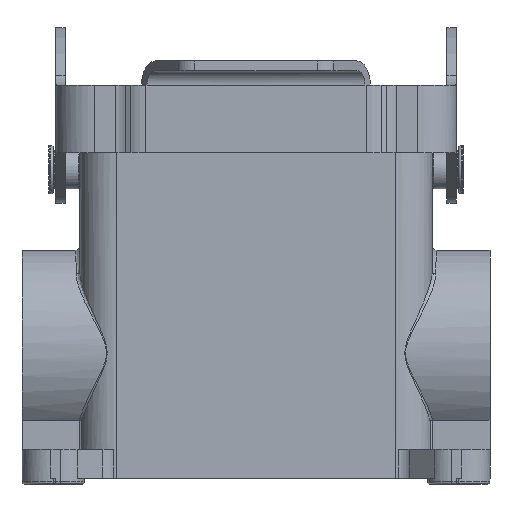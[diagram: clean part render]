
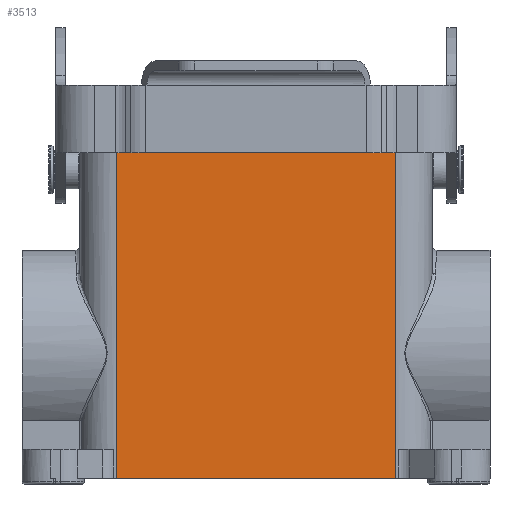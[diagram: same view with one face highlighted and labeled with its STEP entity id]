
A CAD part, front view. The second image highlights one B-rep face of the part: STEP entity #3513.
In plain terms, the highlighted planar face has unit normal (0, -1, 0).
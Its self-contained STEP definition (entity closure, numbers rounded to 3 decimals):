
#3513=ADVANCED_FACE('',(#4027),#3809,.T.);
#3809=PLANE('',#9758);
#4027=FACE_OUTER_BOUND('',#4415,.T.);
#4415=EDGE_LOOP('',(#6451,#6452,#6453,#6454,#6455,#6456,#6457,#6458,#6459));
#4688=LINE('',#12090,#5176);
#4885=LINE('',#14008,#5373);
#4907=LINE('',#14489,#5395);
#4908=LINE('',#14492,#5396);
#4909=LINE('',#14494,#5397);
#4910=LINE('',#14496,#5398);
#4911=LINE('',#14498,#5399);
#4912=LINE('',#14499,#5400);
#4913=LINE('',#14501,#5401);
#5176=VECTOR('',#10169,1.);
#5373=VECTOR('',#10916,1.);
#5395=VECTOR('',#11004,1.);
#5396=VECTOR('',#11009,1.);
#5397=VECTOR('',#11010,1.);
#5398=VECTOR('',#11011,1.);
#5399=VECTOR('',#11012,1.);
#5400=VECTOR('',#11013,1.);
#5401=VECTOR('',#11014,1.);
#6451=ORIENTED_EDGE('',*,*,#8593,.T.);
#6452=ORIENTED_EDGE('',*,*,#8595,.F.);
#6453=ORIENTED_EDGE('',*,*,#8596,.T.);
#6454=ORIENTED_EDGE('',*,*,#8597,.F.);
#6455=ORIENTED_EDGE('',*,*,#8598,.F.);
#6456=ORIENTED_EDGE('',*,*,#8156,.T.);
#6457=ORIENTED_EDGE('',*,*,#8599,.T.);
#6458=ORIENTED_EDGE('',*,*,#8600,.T.);
#6459=ORIENTED_EDGE('',*,*,#8540,.T.);
#7526=VERTEX_POINT('',#12077);
#7532=VERTEX_POINT('',#12089);
#7798=VERTEX_POINT('',#14007);
#7799=VERTEX_POINT('',#14009);
#7840=VERTEX_POINT('',#14488);
#7841=VERTEX_POINT('',#14493);
#7842=VERTEX_POINT('',#14495);
#7843=VERTEX_POINT('',#14497);
#7844=VERTEX_POINT('',#14500);
#8156=EDGE_CURVE('',#7526,#7532,#4688,.T.);
#8540=EDGE_CURVE('',#7799,#7798,#4885,.T.);
#8593=EDGE_CURVE('',#7798,#7840,#4907,.T.);
#8595=EDGE_CURVE('',#7841,#7840,#4908,.T.);
#8596=EDGE_CURVE('',#7841,#7842,#4909,.T.);
#8597=EDGE_CURVE('',#7843,#7842,#4910,.T.);
#8598=EDGE_CURVE('',#7526,#7843,#4911,.T.);
#8599=EDGE_CURVE('',#7532,#7844,#4912,.T.);
#8600=EDGE_CURVE('',#7844,#7799,#4913,.T.);
#9758=AXIS2_PLACEMENT_3D('',#14502,#11015,#11016);
#10169=DIRECTION('',(-1.,0.,0.));
#10916=DIRECTION('',(0.,0.,1.));
#11004=DIRECTION('',(-1.,0.,0.));
#11009=DIRECTION('',(0.,0.,-1.));
#11010=DIRECTION('',(-1.,0.,0.));
#11011=DIRECTION('',(1.,0.,0.));
#11012=DIRECTION('',(0.,0.,1.));
#11013=DIRECTION('',(0.,0.,-1.));
#11014=DIRECTION('',(1.,0.,0.));
#11015=DIRECTION('',(0.,-1.,0.));
#11016=DIRECTION('',(0.,0.,1.));
#12077=CARTESIAN_POINT('',(-28.8,-21.5,74.));
#12089=CARTESIAN_POINT('',(-29.,-21.5,74.));
#12090=CARTESIAN_POINT('',(29.,-21.5,74.));
#14007=CARTESIAN_POINT('',(29.,-21.5,74.));
#14008=CARTESIAN_POINT('',(29.,-21.5,6.));
#14009=CARTESIAN_POINT('',(29.,-21.5,6.));
#14488=CARTESIAN_POINT('',(28.8,-21.5,74.));
#14489=CARTESIAN_POINT('',(29.,-21.5,74.));
#14492=CARTESIAN_POINT('',(28.8,-21.5,77.6));
#14493=CARTESIAN_POINT('',(28.8,-21.5,77.6));
#14494=CARTESIAN_POINT('',(28.8,-21.5,77.6));
#14495=CARTESIAN_POINT('',(0.,-21.5,77.6));
#14496=CARTESIAN_POINT('',(-28.8,-21.5,77.6));
#14497=CARTESIAN_POINT('',(-28.8,-21.5,77.6));
#14498=CARTESIAN_POINT('',(-28.8,-21.5,74.));
#14499=CARTESIAN_POINT('',(-29.,-21.5,74.));
#14500=CARTESIAN_POINT('',(-29.,-21.5,6.));
#14501=CARTESIAN_POINT('',(-29.,-21.5,6.));
#14502=CARTESIAN_POINT('',(30.1,-21.5,4.15));
